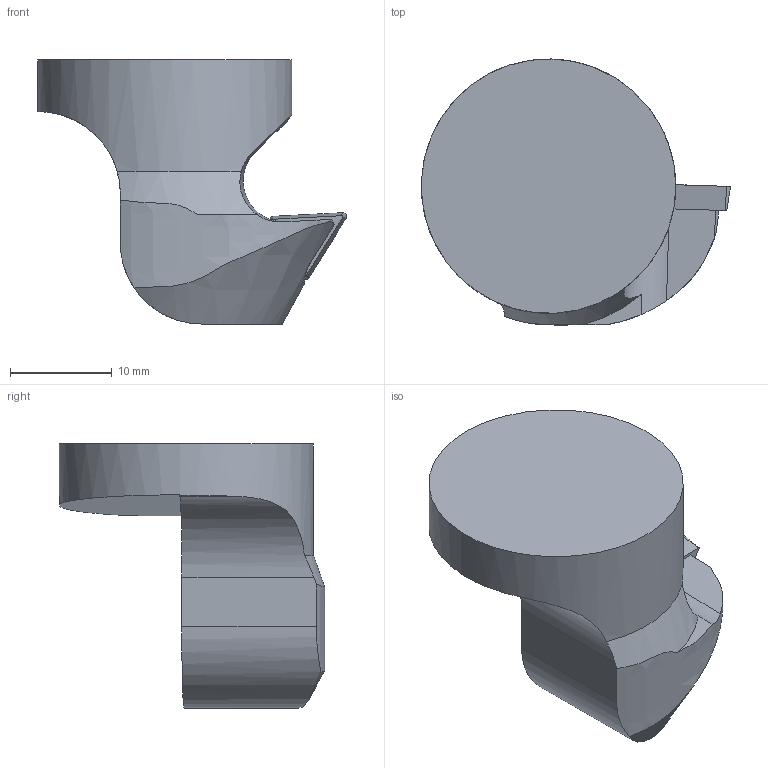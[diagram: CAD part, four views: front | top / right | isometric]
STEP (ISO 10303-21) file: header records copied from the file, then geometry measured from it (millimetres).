
FILE_DESCRIPTION(/* description */ (''),/* implementation_level */ '2;1');
FILE_NAME(/* name */ '1642399087181.stp',/* time_stamp */ '2022-01-17T11:28:27+06:00',/* author */ (''),/* organization */ ('SMS'),/* preprocessor_version */ 'ST-DEVELOPER v16.7',/* originating_system */ 'SIEMENS PLM Software NX 12.0',/* authorisation */ '');
FILE_SCHEMA (('AUTOMOTIVE_DESIGN { 1 0 10303 214 3 1 1 1 }'));
Length unit declared in the file: millimetre
Products named in the file (4): IsoTurningInsert; ASSEMBLY_CONSTRUCTION; 203917831mod000_00; 203917832mod000_00
Assembly tree (3 placements, depth 2):
  203917832mod000_00
    203917831mod000_00
    ASSEMBLY_CONSTRUCTION
    IsoTurningInsert
Bounding box: 30.36 x 26.1 x 25.94 mm (x, y, z)
Volume: 86.2 mm3; surface area: 2725.5 mm2
Topology: 1 solids, 2 shells, 45 faces, 118 edges, 84 vertices
Faces by surface type: plane 22, cone 9, cylinder 8, torus 4, sphere 1, extrusion 1
Full cylindrical faces by diameter (mm): 2.8 x2, 3.45 x1, 25 x1
Entity records: 1652 total; most frequent: CARTESIAN_POINT 453, DIRECTION 234, ORIENTED_EDGE 196, EDGE_CURVE 98, AXIS2_PLACEMENT_3D 96, VERTEX_POINT 70, EDGE_LOOP 60, ADVANCED_FACE 45
